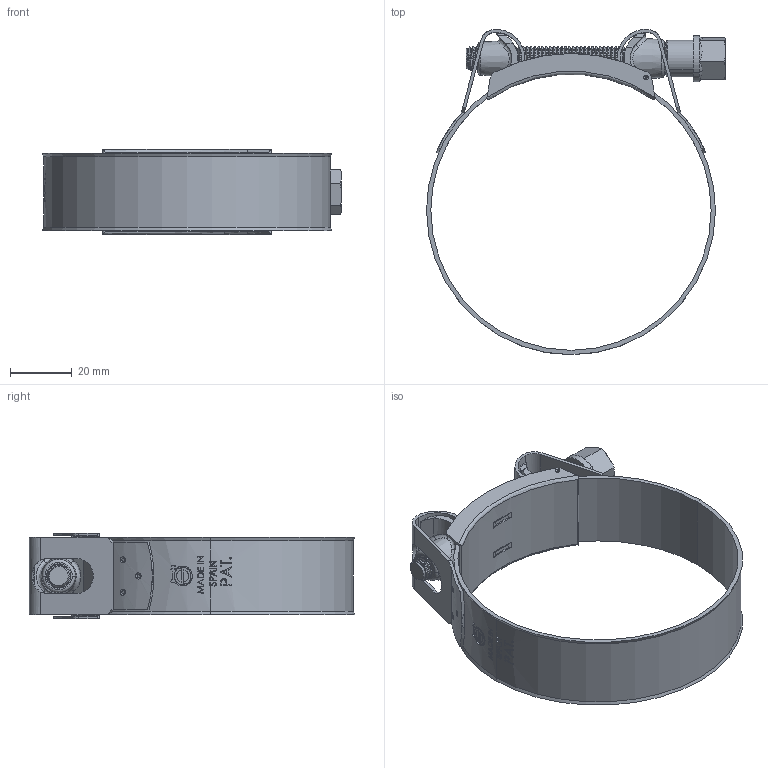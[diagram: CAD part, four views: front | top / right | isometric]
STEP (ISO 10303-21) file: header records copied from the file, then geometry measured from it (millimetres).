
FILE_DESCRIPTION (( 'STEP AP214' ), '1' );
FILE_NAME ('MK-03019215.STEP', '2018-09-10T12:00:50', ( '' ), ( '' ), 'SwSTEP 2.0', 'SolidWorks 2018', '' );
FILE_SCHEMA (( 'AUTOMOTIVE_DESIGN' ));
Length unit declared in the file: millimetre
Products named in the file (1): MK-03019215
Bounding box: 97.05 x 105.64 x 27.6 mm (x, y, z)
Volume: 18788.2 mm3; surface area: 30114.5 mm2
Topology: 5 solids, 5 shells, 830 faces, 2247 edges, 1477 vertices
Faces by surface type: plane 266, bspline 260, cylinder 238, cone 27, torus 27, sphere 12
Entity records: 73716 total; most frequent: CARTESIAN_POINT 46553, ORIENTED_EDGE 4482, DIRECTION 2611, EDGE_CURVE 2241, VERTEX_POINT 1475, B_SPLINE_CURVE_WITH_KNOTS 952, AXIS2_PLACEMENT_3D 945, EDGE_LOOP 896
